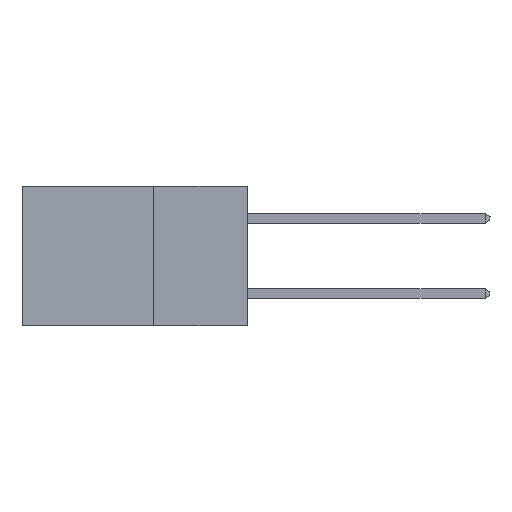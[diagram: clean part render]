
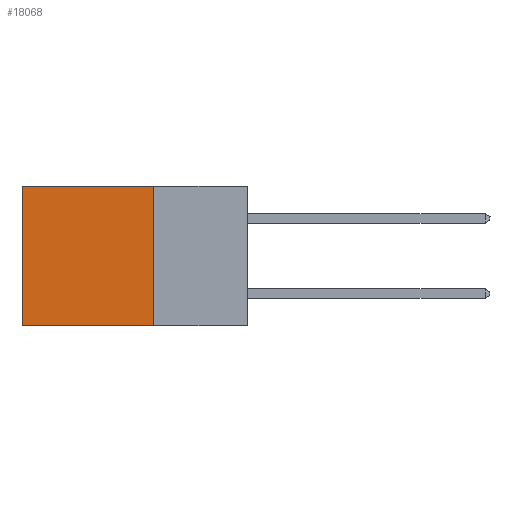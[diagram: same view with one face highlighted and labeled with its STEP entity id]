
A CAD part, left-side view. The second image highlights one B-rep face of the part: STEP entity #18068.
In plain terms, the highlighted planar face has unit normal (-1, 0, 0).
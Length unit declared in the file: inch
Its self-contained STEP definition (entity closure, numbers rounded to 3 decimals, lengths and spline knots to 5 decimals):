
#181 = CARTESIAN_POINT ( 'NONE',  ( 0.298, 0.25, 0. ) ) ;
#247 = ORIENTED_EDGE ( 'NONE', *, *, #11168, .F. ) ;
#1524 = FACE_OUTER_BOUND ( 'NONE', #5642, .T. ) ;
#3224 = DIRECTION ( 'NONE',  ( 0., 1., 0. ) ) ;
#4062 = LINE ( 'NONE', #17342, #18786 ) ;
#4179 = DIRECTION ( 'NONE',  ( 0., 0., -1. ) ) ;
#4613 = VECTOR ( 'NONE', #15479, 39.37008 ) ;
#5234 = EDGE_CURVE ( 'NONE', #5629, #11360, #8224, .T. ) ;
#5629 = VERTEX_POINT ( 'NONE', #16870 ) ;
#5642 = EDGE_LOOP ( 'NONE', ( #11699, #247, #6254, #15788 ) ) ;
#6254 = ORIENTED_EDGE ( 'NONE', *, *, #5234, .F. ) ;
#6320 = PLANE ( 'NONE',  #17647 ) ;
#6848 = LINE ( 'NONE', #8760, #7153 ) ;
#7134 = EDGE_CURVE ( 'NONE', #11977, #11461, #6848, .T. ) ;
#7153 = VECTOR ( 'NONE', #4179, 39.37008 ) ;
#7859 = CARTESIAN_POINT ( 'NONE',  ( 0.298, 0.25, 0. ) ) ;
#7902 = DIRECTION ( 'NONE',  ( 0., 0., -1. ) ) ;
#8020 = EDGE_CURVE ( 'NONE', #5629, #11977, #17595, .T. ) ;
#8224 = LINE ( 'NONE', #16159, #4613 ) ;
#8271 = DIRECTION ( 'NONE',  ( 0., 1., 0. ) ) ;
#8760 = CARTESIAN_POINT ( 'NONE',  ( 0.298, 0.6, 0. ) ) ;
#9543 = VECTOR ( 'NONE', #3224, 39.37008 ) ;
#11168 = EDGE_CURVE ( 'NONE', #11360, #11461, #4062, .T. ) ;
#11360 = VERTEX_POINT ( 'NONE', #19271 ) ;
#11461 = VERTEX_POINT ( 'NONE', #19472 ) ;
#11699 = ORIENTED_EDGE ( 'NONE', *, *, #7134, .T. ) ;
#11977 = VERTEX_POINT ( 'NONE', #16152 ) ;
#15479 = DIRECTION ( 'NONE',  ( 0., 0., -1. ) ) ;
#15788 = ORIENTED_EDGE ( 'NONE', *, *, #8020, .T. ) ;
#16152 = CARTESIAN_POINT ( 'NONE',  ( 0.298, 0.6, 0. ) ) ;
#16159 = CARTESIAN_POINT ( 'NONE',  ( 0.298, 0.25, 0. ) ) ;
#16870 = CARTESIAN_POINT ( 'NONE',  ( 0.298, 0.25, 0. ) ) ;
#16997 = DIRECTION ( 'NONE',  ( 1., 0., 0. ) ) ;
#17342 = CARTESIAN_POINT ( 'NONE',  ( 0.298, 0.25, -0.37 ) ) ;
#17595 = LINE ( 'NONE', #7859, #9543 ) ;
#17647 = AXIS2_PLACEMENT_3D ( 'NONE', #181, #16997, #7902 ) ;
#18068 = ADVANCED_FACE ( 'NONE', ( #1524 ), #6320, .F. ) ;
#18786 = VECTOR ( 'NONE', #8271, 39.37008 ) ;
#19271 = CARTESIAN_POINT ( 'NONE',  ( 0.298, 0.25, -0.37 ) ) ;
#19472 = CARTESIAN_POINT ( 'NONE',  ( 0.298, 0.6, -0.37 ) ) ;
